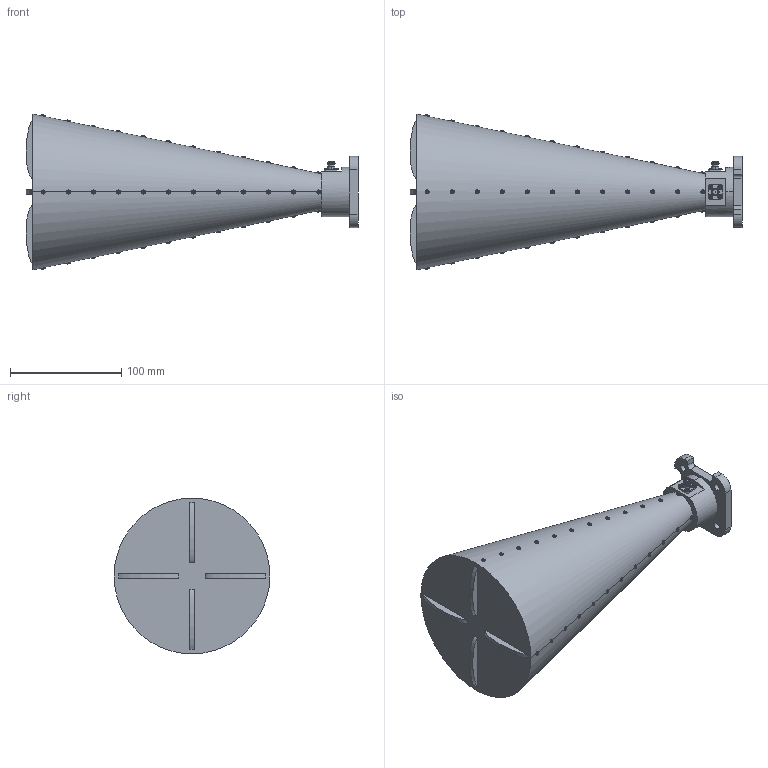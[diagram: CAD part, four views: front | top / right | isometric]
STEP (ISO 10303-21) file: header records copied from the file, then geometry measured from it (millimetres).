
FILE_DESCRIPTION (( 'STEP AP203' ), '1' );
FILE_NAME ('SAC-0231831225-SF-S4-DP1.STEP', '2017-09-28T00:08:21', ( '' ), ( '' ), 'SwSTEP 2.0', 'SolidWorks 2013', '' );
FILE_SCHEMA (( 'CONFIG_CONTROL_DESIGN' ));
Products named in the file (1): SAC-0231831225-SF-S4-DP1
Bounding box: 298.5 x 140 x 139.99 mm (x, y, z)
Surface area: 102958.7 mm2 (no closed solid volume)
Topology: 0 solids, 69 shells, 826 faces, 4224 edges, 3386 vertices
Faces by surface type: plane 316, cylinder 175, torus 164, sphere 112, cone 49, bspline 10
Entity records: 47468 total; most frequent: CARTESIAN_POINT 15400, DIRECTION 7088, ORIENTED_EDGE 5682, EDGE_CURVE 4224, VERTEX_POINT 3386, AXIS2_PLACEMENT_3D 3044, CIRCLE 2227, VECTOR 1000
